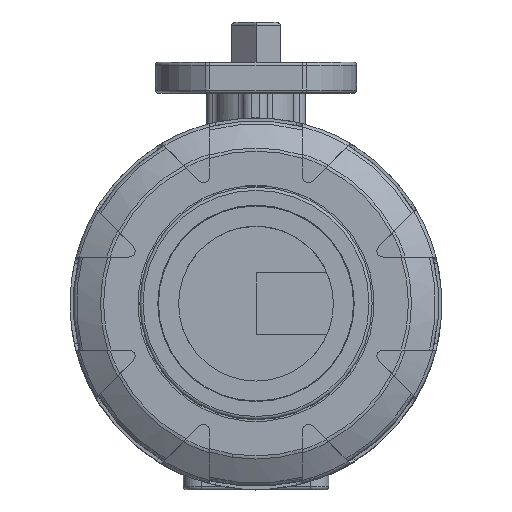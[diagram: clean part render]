
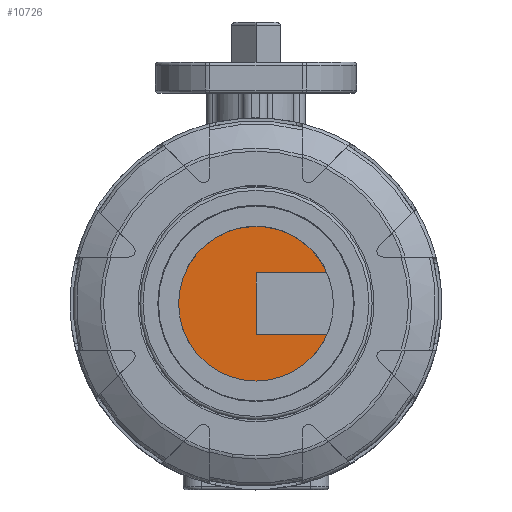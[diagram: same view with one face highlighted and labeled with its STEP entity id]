
A CAD part, top view. The second image highlights one B-rep face of the part: STEP entity #10726.
In plain terms, the highlighted planar face has unit normal (0, 0, 1).
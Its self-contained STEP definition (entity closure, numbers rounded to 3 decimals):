
#647=CIRCLE('',#11111,25.);
#1675=FACE_OUTER_BOUND('',#2314,.T.);
#2314=EDGE_LOOP('',(#7735,#7736,#7737,#7738));
#2685=LINE('',#15155,#3329);
#2693=LINE('',#15172,#3337);
#2699=LINE('',#15184,#3343);
#3329=VECTOR('',#12241,10.);
#3337=VECTOR('',#12253,10.);
#3343=VECTOR('',#12263,10.);
#3973=VERTEX_POINT('',#15153);
#3974=VERTEX_POINT('',#15154);
#3981=VERTEX_POINT('',#15171);
#3985=VERTEX_POINT('',#15183);
#4962=EDGE_CURVE('',#3973,#3974,#2685,.T.);
#4970=EDGE_CURVE('',#3981,#3973,#2693,.T.);
#4976=EDGE_CURVE('',#3974,#3985,#2699,.T.);
#4982=EDGE_CURVE('',#3985,#3981,#647,.T.);
#7735=ORIENTED_EDGE('',*,*,#4962,.F.);
#7736=ORIENTED_EDGE('',*,*,#4970,.F.);
#7737=ORIENTED_EDGE('',*,*,#4982,.F.);
#7738=ORIENTED_EDGE('',*,*,#4976,.F.);
#9727=PLANE('',#11663);
#10726=ADVANCED_FACE('',(#1675),#9727,.T.);
#11111=AXIS2_PLACEMENT_3D('',#15194,#12273,#12274);
#11663=AXIS2_PLACEMENT_3D('',#17112,#13609,#13610);
#12241=DIRECTION('',(0.,-1.,0.));
#12253=DIRECTION('',(-1.,0.,0.));
#12263=DIRECTION('',(1.,0.,0.));
#12273=DIRECTION('center_axis',(0.,0.,-1.));
#12274=DIRECTION('ref_axis',(-1.,0.,0.));
#13609=DIRECTION('center_axis',(0.,0.,1.));
#13610=DIRECTION('ref_axis',(-1.,0.,0.));
#15153=CARTESIAN_POINT('',(0.,10.,19.5));
#15154=CARTESIAN_POINT('',(0.,-10.,19.5));
#15155=CARTESIAN_POINT('',(0.,0.,19.5));
#15171=CARTESIAN_POINT('',(22.913,10.,19.5));
#15172=CARTESIAN_POINT('',(0.,10.,19.5));
#15183=CARTESIAN_POINT('',(22.913,-10.,19.5));
#15184=CARTESIAN_POINT('',(8.75,-10.,19.5));
#15194=CARTESIAN_POINT('Origin',(0.,0.,19.5));
#17112=CARTESIAN_POINT('Origin',(17.5,0.,19.5));
